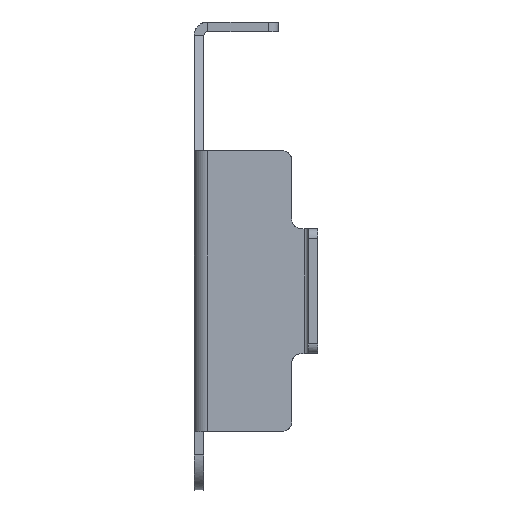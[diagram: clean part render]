
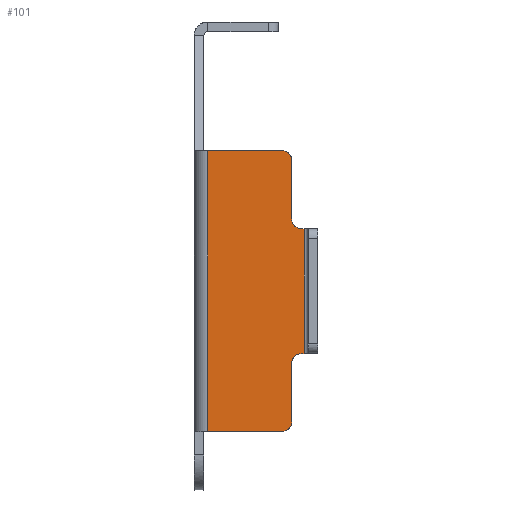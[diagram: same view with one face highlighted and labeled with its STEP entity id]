
A CAD part, left-side view. The second image highlights one B-rep face of the part: STEP entity #101.
In plain terms, the highlighted free-form (B-spline) face has degree [1, 1] with [2, 2] control points.
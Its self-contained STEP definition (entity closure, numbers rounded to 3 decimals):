
#101=ADVANCED_FACE('NONE',(#318),#319,.F.);
#318=FACE_OUTER_BOUND('',#1079,.T.);
#319=B_SPLINE_SURFACE_WITH_KNOTS('',1,1,((#1080,#1081),(#1082,#1083)),.UNSPECIFIED.,.F.,.F.,.F.,(2,2),(2,2),(0.0,1.0),(0.0,1.0),.UNSPECIFIED.);
#1079=EDGE_LOOP('',(#2309,#2310,#2311,#2312,#2313,#2314,#2315,#2316,#2317,#2318,#2319,#2320));
#1080=CARTESIAN_POINT('',(-6.6,-0.35,3.6));
#1081=CARTESIAN_POINT('',(-6.6,-0.35,-3.6));
#1082=CARTESIAN_POINT('',(-6.6,-2.82,3.6));
#1083=CARTESIAN_POINT('',(-6.6,-2.82,-3.6));
#2309=ORIENTED_EDGE('',*,*,#2960,.F.);
#2310=ORIENTED_EDGE('',*,*,#2961,.F.);
#2311=ORIENTED_EDGE('',*,*,#2962,.F.);
#2312=ORIENTED_EDGE('',*,*,#2963,.F.);
#2313=ORIENTED_EDGE('',*,*,#2964,.F.);
#2314=ORIENTED_EDGE('',*,*,#2899,.T.);
#2315=ORIENTED_EDGE('',*,*,#2965,.F.);
#2316=ORIENTED_EDGE('',*,*,#2966,.F.);
#2317=ORIENTED_EDGE('',*,*,#2967,.F.);
#2318=ORIENTED_EDGE('',*,*,#2968,.F.);
#2319=ORIENTED_EDGE('',*,*,#2969,.F.);
#2320=ORIENTED_EDGE('',*,*,#2970,.F.);
#2899=EDGE_CURVE('NONE',#3382,#3380,#3383,.T.);
#2960=EDGE_CURVE('NONE',#3483,#3484,#3485,.T.);
#2961=EDGE_CURVE('NONE',#3486,#3483,#3487,.T.);
#2962=EDGE_CURVE('NONE',#3488,#3486,#3489,.T.);
#2963=EDGE_CURVE('NONE',#3490,#3488,#3491,.T.);
#2964=EDGE_CURVE('NONE',#3382,#3490,#3492,.T.);
#2965=EDGE_CURVE('NONE',#3493,#3380,#3494,.T.);
#2966=EDGE_CURVE('NONE',#3495,#3493,#3496,.T.);
#2967=EDGE_CURVE('NONE',#3497,#3495,#3498,.T.);
#2968=EDGE_CURVE('NONE',#3499,#3497,#3500,.T.);
#2969=EDGE_CURVE('NONE',#3501,#3499,#3502,.T.);
#2970=EDGE_CURVE('NONE',#3484,#3501,#3503,.T.);
#3380=VERTEX_POINT('NONE',#4484);
#3382=VERTEX_POINT('NONE',#4491);
#3383=B_SPLINE_CURVE_WITH_KNOTS('',1,(#4492,#4493),.UNSPECIFIED.,.F.,.F.,(2,2),(0.0,1.0),.UNSPECIFIED.);
#3483=VERTEX_POINT('NONE',#4763);
#3484=VERTEX_POINT('NONE',#4764);
#3485=B_SPLINE_CURVE_WITH_KNOTS('',1,(#4765,#4766),.UNSPECIFIED.,.F.,.F.,(2,2),(0.0,1.0),.UNSPECIFIED.);
#3486=VERTEX_POINT('NONE',#4767);
#3487=(B_SPLINE_CURVE(3,(#4769,#4770,#4771,#4772),.UNSPECIFIED.,.F.,.F.)B_SPLINE_CURVE_WITH_KNOTS((4,4),(-1.571,0.0),.UNSPECIFIED.)RATIONAL_B_SPLINE_CURVE((1.0,0.805,0.805,1.0))BOUNDED_CURVE()REPRESENTATION_ITEM('')GEOMETRIC_REPRESENTATION_ITEM()CURVE());
#3488=VERTEX_POINT('NONE',#4779);
#3489=B_SPLINE_CURVE_WITH_KNOTS('',1,(#4780,#4781),.UNSPECIFIED.,.F.,.F.,(2,2),(0.0,1.0),.UNSPECIFIED.);
#3490=VERTEX_POINT('NONE',#4782);
#3491=(B_SPLINE_CURVE(3,(#4784,#4785,#4786,#4787),.UNSPECIFIED.,.F.,.F.)B_SPLINE_CURVE_WITH_KNOTS((4,4),(-1.571,0.0),.UNSPECIFIED.)RATIONAL_B_SPLINE_CURVE((1.0,0.805,0.805,1.0))BOUNDED_CURVE()REPRESENTATION_ITEM('')GEOMETRIC_REPRESENTATION_ITEM()CURVE());
#3492=B_SPLINE_CURVE_WITH_KNOTS('',1,(#4794,#4795),.UNSPECIFIED.,.F.,.F.,(2,2),(0.0,1.0),.UNSPECIFIED.);
#3493=VERTEX_POINT('NONE',#4796);
#3494=B_SPLINE_CURVE_WITH_KNOTS('',1,(#4797,#4798),.UNSPECIFIED.,.F.,.F.,(2,2),(0.0,1.0),.UNSPECIFIED.);
#3495=VERTEX_POINT('NONE',#4799);
#3496=(B_SPLINE_CURVE(3,(#4801,#4802,#4803,#4804),.UNSPECIFIED.,.F.,.F.)B_SPLINE_CURVE_WITH_KNOTS((4,4),(-1.571,0.0),.UNSPECIFIED.)RATIONAL_B_SPLINE_CURVE((1.0,0.805,0.805,1.0))BOUNDED_CURVE()REPRESENTATION_ITEM('')GEOMETRIC_REPRESENTATION_ITEM()CURVE());
#3497=VERTEX_POINT('NONE',#4811);
#3498=B_SPLINE_CURVE_WITH_KNOTS('',1,(#4812,#4813),.UNSPECIFIED.,.F.,.F.,(2,2),(0.0,1.0),.UNSPECIFIED.);
#3499=VERTEX_POINT('NONE',#4814);
#3500=(B_SPLINE_CURVE(3,(#4816,#4817,#4818,#4819),.UNSPECIFIED.,.F.,.F.)B_SPLINE_CURVE_WITH_KNOTS((4,4),(-1.571,0.0),.UNSPECIFIED.)RATIONAL_B_SPLINE_CURVE((1.0,0.805,0.805,1.0))BOUNDED_CURVE()REPRESENTATION_ITEM('')GEOMETRIC_REPRESENTATION_ITEM()CURVE());
#3501=VERTEX_POINT('NONE',#4826);
#3502=B_SPLINE_CURVE_WITH_KNOTS('',1,(#4827,#4828),.UNSPECIFIED.,.F.,.F.,(2,2),(0.0,1.0),.UNSPECIFIED.);
#3503=B_SPLINE_CURVE_WITH_KNOTS('',1,(#4829,#4830),.UNSPECIFIED.,.F.,.F.,(2,2),(-1.0,0.0),.UNSPECIFIED.);
#4484=CARTESIAN_POINT('',(-6.6,-0.35,-3.6));
#4491=CARTESIAN_POINT('',(-6.6,-0.35,3.6));
#4492=CARTESIAN_POINT('',(-6.6,-0.35,3.6));
#4493=CARTESIAN_POINT('',(-6.6,-0.35,-3.6));
#4763=CARTESIAN_POINT('',(-6.6,-2.75,1.6));
#4764=CARTESIAN_POINT('',(-6.6,-2.82,1.6));
#4765=CARTESIAN_POINT('',(-6.6,-2.75,1.6));
#4766=CARTESIAN_POINT('',(-6.6,-2.82,1.6));
#4767=CARTESIAN_POINT('',(-6.6,-2.5,1.85));
#4769=CARTESIAN_POINT('',(-6.6,-2.5,1.85));
#4770=CARTESIAN_POINT('',(-6.6,-2.5,1.704));
#4771=CARTESIAN_POINT('',(-6.6,-2.604,1.6));
#4772=CARTESIAN_POINT('',(-6.6,-2.75,1.6));
#4779=CARTESIAN_POINT('',(-6.6,-2.5,3.35));
#4780=CARTESIAN_POINT('',(-6.6,-2.5,3.35));
#4781=CARTESIAN_POINT('',(-6.6,-2.5,1.85));
#4782=CARTESIAN_POINT('',(-6.6,-2.25,3.6));
#4784=CARTESIAN_POINT('',(-6.6,-2.25,3.6));
#4785=CARTESIAN_POINT('',(-6.6,-2.396,3.6));
#4786=CARTESIAN_POINT('',(-6.6,-2.5,3.496));
#4787=CARTESIAN_POINT('',(-6.6,-2.5,3.35));
#4794=CARTESIAN_POINT('',(-6.6,-0.35,3.6));
#4795=CARTESIAN_POINT('',(-6.6,-2.25,3.6));
#4796=CARTESIAN_POINT('',(-6.6,-2.25,-3.6));
#4797=CARTESIAN_POINT('',(-6.6,-2.25,-3.6));
#4798=CARTESIAN_POINT('',(-6.6,-0.35,-3.6));
#4799=CARTESIAN_POINT('',(-6.6,-2.5,-3.35));
#4801=CARTESIAN_POINT('',(-6.6,-2.5,-3.35));
#4802=CARTESIAN_POINT('',(-6.6,-2.5,-3.496));
#4803=CARTESIAN_POINT('',(-6.6,-2.396,-3.6));
#4804=CARTESIAN_POINT('',(-6.6,-2.25,-3.6));
#4811=CARTESIAN_POINT('',(-6.6,-2.5,-1.85));
#4812=CARTESIAN_POINT('',(-6.6,-2.5,-1.85));
#4813=CARTESIAN_POINT('',(-6.6,-2.5,-3.35));
#4814=CARTESIAN_POINT('',(-6.6,-2.75,-1.6));
#4816=CARTESIAN_POINT('',(-6.6,-2.75,-1.6));
#4817=CARTESIAN_POINT('',(-6.6,-2.604,-1.6));
#4818=CARTESIAN_POINT('',(-6.6,-2.5,-1.704));
#4819=CARTESIAN_POINT('',(-6.6,-2.5,-1.85));
#4826=CARTESIAN_POINT('',(-6.6,-2.82,-1.6));
#4827=CARTESIAN_POINT('',(-6.6,-2.82,-1.6));
#4828=CARTESIAN_POINT('',(-6.6,-2.75,-1.6));
#4829=CARTESIAN_POINT('',(-6.6,-2.82,1.6));
#4830=CARTESIAN_POINT('',(-6.6,-2.82,-1.6));
